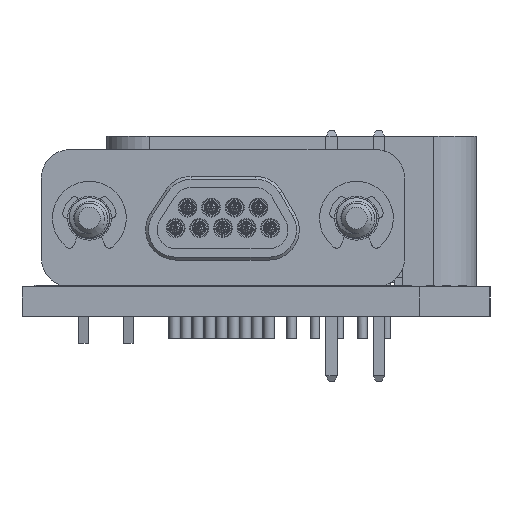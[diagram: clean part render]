
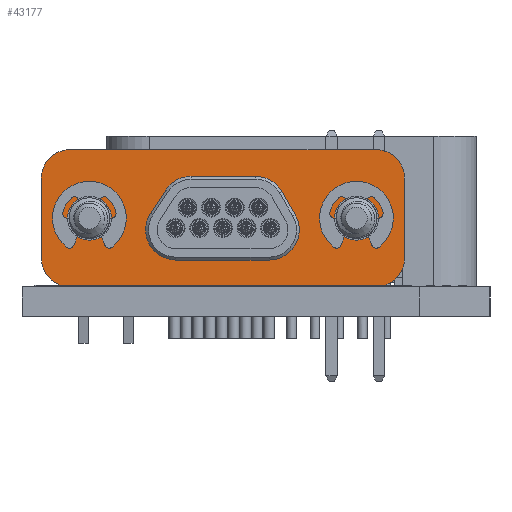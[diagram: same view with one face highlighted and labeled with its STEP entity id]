
A CAD part, left-side view. The second image highlights one B-rep face of the part: STEP entity #43177.
In plain terms, the highlighted face is planar.
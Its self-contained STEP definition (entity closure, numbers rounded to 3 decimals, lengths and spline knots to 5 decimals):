
#581=FACE_BOUND('',#15398,.T.);
#582=FACE_BOUND('',#15399,.T.);
#583=FACE_BOUND('',#15400,.T.);
#1021=PLANE('',#45869);
#3881=LINE('',#65623,#8320);
#3882=LINE('',#65627,#8321);
#3883=LINE('',#65631,#8322);
#3884=LINE('',#65634,#8323);
#3885=LINE('',#65639,#8324);
#3886=LINE('',#65642,#8325);
#3887=LINE('',#65644,#8326);
#3888=LINE('',#65647,#8327);
#8320=VECTOR('',#50586,39.37008);
#8321=VECTOR('',#50589,39.37008);
#8322=VECTOR('',#50592,39.37008);
#8323=VECTOR('',#50595,39.37008);
#8324=VECTOR('',#50598,39.37008);
#8325=VECTOR('',#50601,39.37008);
#8326=VECTOR('',#50602,39.37008);
#8327=VECTOR('',#50605,39.37008);
#13153=FACE_OUTER_BOUND('',#15397,.T.);
#15397=EDGE_LOOP('',(#32100,#32101,#32102,#32103,#32104,#32105,#32106,#32107));
#15398=EDGE_LOOP('',(#32108,#32109,#32110,#32111,#32112,#32113,#32114,#32115));
#15399=EDGE_LOOP('',(#32116,#32117));
#15400=EDGE_LOOP('',(#32118,#32119));
#17848=CIRCLE('',#45858,0.064);
#17851=CIRCLE('',#45862,0.0465);
#17852=CIRCLE('',#45863,0.0465);
#17855=CIRCLE('',#45867,0.0465);
#17856=CIRCLE('',#45868,0.0465);
#17857=CIRCLE('',#45870,0.06);
#17858=CIRCLE('',#45871,0.06);
#17859=CIRCLE('',#45872,0.06);
#17860=CIRCLE('',#45873,0.06);
#17861=CIRCLE('',#45874,0.064);
#17862=CIRCLE('',#45875,0.064);
#17863=CIRCLE('',#45876,0.064);
#19481=VERTEX_POINT('',#65593);
#19482=VERTEX_POINT('',#65595);
#19485=VERTEX_POINT('',#65603);
#19486=VERTEX_POINT('',#65605);
#19489=VERTEX_POINT('',#65613);
#19490=VERTEX_POINT('',#65615);
#19491=VERTEX_POINT('',#65619);
#19492=VERTEX_POINT('',#65620);
#19493=VERTEX_POINT('',#65622);
#19494=VERTEX_POINT('',#65624);
#19495=VERTEX_POINT('',#65626);
#19496=VERTEX_POINT('',#65628);
#19497=VERTEX_POINT('',#65630);
#19498=VERTEX_POINT('',#65632);
#19499=VERTEX_POINT('',#65635);
#19500=VERTEX_POINT('',#65636);
#19501=VERTEX_POINT('',#65638);
#19502=VERTEX_POINT('',#65640);
#19503=VERTEX_POINT('',#65643);
#19504=VERTEX_POINT('',#65645);
#24530=EDGE_CURVE('',#19481,#19482,#17848,.T.);
#24535=EDGE_CURVE('',#19485,#19486,#17851,.T.);
#24536=EDGE_CURVE('',#19486,#19485,#17852,.T.);
#24540=EDGE_CURVE('',#19489,#19490,#17855,.T.);
#24541=EDGE_CURVE('',#19490,#19489,#17856,.T.);
#24542=EDGE_CURVE('',#19491,#19492,#17857,.T.);
#24543=EDGE_CURVE('',#19492,#19493,#3881,.T.);
#24544=EDGE_CURVE('',#19493,#19494,#17858,.T.);
#24545=EDGE_CURVE('',#19494,#19495,#3882,.T.);
#24546=EDGE_CURVE('',#19495,#19496,#17859,.T.);
#24547=EDGE_CURVE('',#19496,#19497,#3883,.T.);
#24548=EDGE_CURVE('',#19497,#19498,#17860,.T.);
#24549=EDGE_CURVE('',#19498,#19491,#3884,.T.);
#24550=EDGE_CURVE('',#19499,#19500,#17861,.T.);
#24551=EDGE_CURVE('',#19501,#19499,#3885,.T.);
#24552=EDGE_CURVE('',#19502,#19501,#17862,.T.);
#24553=EDGE_CURVE('',#19482,#19502,#3886,.T.);
#24554=EDGE_CURVE('',#19503,#19481,#3887,.T.);
#24555=EDGE_CURVE('',#19504,#19503,#17863,.T.);
#24556=EDGE_CURVE('',#19500,#19504,#3888,.T.);
#32100=ORIENTED_EDGE('',*,*,#24542,.T.);
#32101=ORIENTED_EDGE('',*,*,#24543,.T.);
#32102=ORIENTED_EDGE('',*,*,#24544,.T.);
#32103=ORIENTED_EDGE('',*,*,#24545,.T.);
#32104=ORIENTED_EDGE('',*,*,#24546,.T.);
#32105=ORIENTED_EDGE('',*,*,#24547,.T.);
#32106=ORIENTED_EDGE('',*,*,#24548,.T.);
#32107=ORIENTED_EDGE('',*,*,#24549,.T.);
#32108=ORIENTED_EDGE('',*,*,#24550,.F.);
#32109=ORIENTED_EDGE('',*,*,#24551,.F.);
#32110=ORIENTED_EDGE('',*,*,#24552,.F.);
#32111=ORIENTED_EDGE('',*,*,#24553,.F.);
#32112=ORIENTED_EDGE('',*,*,#24530,.F.);
#32113=ORIENTED_EDGE('',*,*,#24554,.F.);
#32114=ORIENTED_EDGE('',*,*,#24555,.F.);
#32115=ORIENTED_EDGE('',*,*,#24556,.F.);
#32116=ORIENTED_EDGE('',*,*,#24536,.F.);
#32117=ORIENTED_EDGE('',*,*,#24535,.F.);
#32118=ORIENTED_EDGE('',*,*,#24541,.F.);
#32119=ORIENTED_EDGE('',*,*,#24540,.F.);
#43177=ADVANCED_FACE('',(#13153,#581,#582,#583),#1021,.F.);
#45858=AXIS2_PLACEMENT_3D('',#65596,#50557,#50558);
#45862=AXIS2_PLACEMENT_3D('',#65606,#50567,#50568);
#45863=AXIS2_PLACEMENT_3D('',#65607,#50569,#50570);
#45867=AXIS2_PLACEMENT_3D('',#65616,#50578,#50579);
#45868=AXIS2_PLACEMENT_3D('',#65617,#50580,#50581);
#45869=AXIS2_PLACEMENT_3D('',#65618,#50582,#50583);
#45870=AXIS2_PLACEMENT_3D('',#65621,#50584,#50585);
#45871=AXIS2_PLACEMENT_3D('',#65625,#50587,#50588);
#45872=AXIS2_PLACEMENT_3D('',#65629,#50590,#50591);
#45873=AXIS2_PLACEMENT_3D('',#65633,#50593,#50594);
#45874=AXIS2_PLACEMENT_3D('',#65637,#50596,#50597);
#45875=AXIS2_PLACEMENT_3D('',#65641,#50599,#50600);
#45876=AXIS2_PLACEMENT_3D('',#65646,#50603,#50604);
#50557=DIRECTION('center_axis',(0.,0.,1.));
#50558=DIRECTION('ref_axis',(-1.,0.,0.));
#50567=DIRECTION('center_axis',(0.,0.,1.));
#50568=DIRECTION('ref_axis',(1.,0.,0.));
#50569=DIRECTION('center_axis',(0.,0.,1.));
#50570=DIRECTION('ref_axis',(1.,0.,0.));
#50578=DIRECTION('center_axis',(0.,0.,1.));
#50579=DIRECTION('ref_axis',(-1.,0.,0.));
#50580=DIRECTION('center_axis',(0.,0.,1.));
#50581=DIRECTION('ref_axis',(-1.,0.,0.));
#50582=DIRECTION('center_axis',(0.,0.,-1.));
#50583=DIRECTION('ref_axis',(1.,0.,0.));
#50584=DIRECTION('center_axis',(0.,0.,1.));
#50585=DIRECTION('ref_axis',(1.,0.,0.));
#50586=DIRECTION('',(1.,0.,0.));
#50587=DIRECTION('center_axis',(0.,0.,1.));
#50588=DIRECTION('ref_axis',(-1.,0.,0.));
#50589=DIRECTION('',(0.,1.,0.));
#50590=DIRECTION('center_axis',(0.,0.,1.));
#50591=DIRECTION('ref_axis',(-1.,0.,0.));
#50592=DIRECTION('',(-1.,0.,0.));
#50593=DIRECTION('center_axis',(0.,0.,1.));
#50594=DIRECTION('ref_axis',(-1.,0.,0.));
#50595=DIRECTION('',(0.,-1.,0.));
#50596=DIRECTION('center_axis',(0.,0.,1.));
#50597=DIRECTION('ref_axis',(1.,0.,0.));
#50598=DIRECTION('',(-1.,0.,0.));
#50599=DIRECTION('center_axis',(0.,0.,1.));
#50600=DIRECTION('ref_axis',(-1.,0.,0.));
#50601=DIRECTION('',(-0.5,0.866,0.));
#50602=DIRECTION('',(1.,0.,0.));
#50603=DIRECTION('center_axis',(0.,0.,1.));
#50604=DIRECTION('ref_axis',(1.,0.,0.));
#50605=DIRECTION('',(-0.548,-0.837,0.));
#65593=CARTESIAN_POINT('',(0.09755,-0.0885,0.0065));
#65595=CARTESIAN_POINT('',(0.15298,0.0075,0.0065));
#65596=CARTESIAN_POINT('Origin',(0.09755,-0.0245,0.0065));
#65603=CARTESIAN_POINT('',(-0.236,0.,0.0065));
#65605=CARTESIAN_POINT('',(-0.329,0.,0.0065));
#65606=CARTESIAN_POINT('Origin',(-0.2825,0.,
0.0065));
#65607=CARTESIAN_POINT('Origin',(-0.2825,0.,
0.0065));
#65613=CARTESIAN_POINT('',(0.329,0.,0.0065));
#65615=CARTESIAN_POINT('',(0.236,0.,0.0065));
#65616=CARTESIAN_POINT('Origin',(0.2825,0.,0.0065));
#65617=CARTESIAN_POINT('Origin',(0.2825,0.,0.0065));
#65618=CARTESIAN_POINT('Origin',(-0.324,-0.085,
0.0065));
#65619=CARTESIAN_POINT('',(-0.384,-0.085,0.0065));
#65620=CARTESIAN_POINT('',(-0.324,-0.145,0.0065));
#65621=CARTESIAN_POINT('Origin',(-0.324,-0.085,
0.0065));
#65622=CARTESIAN_POINT('',(0.324,-0.145,0.0065));
#65623=CARTESIAN_POINT('',(0.324,-0.145,0.0065));
#65624=CARTESIAN_POINT('',(0.384,-0.085,0.0065));
#65625=CARTESIAN_POINT('Origin',(0.324,-0.085,
0.0065));
#65626=CARTESIAN_POINT('',(0.384,0.085,0.0065));
#65627=CARTESIAN_POINT('',(0.384,-0.085,0.0065));
#65628=CARTESIAN_POINT('',(0.324,0.145,0.0065));
#65629=CARTESIAN_POINT('Origin',(0.324,0.085,0.0065));
#65630=CARTESIAN_POINT('',(-0.324,0.145,0.0065));
#65631=CARTESIAN_POINT('',(0.324,0.145,0.0065));
#65632=CARTESIAN_POINT('',(-0.384,0.085,0.0065));
#65633=CARTESIAN_POINT('Origin',(-0.324,0.085,
0.0065));
#65634=CARTESIAN_POINT('',(-0.384,-0.085,0.0065));
#65635=CARTESIAN_POINT('',(-0.06737,0.0885,0.0065));
#65636=CARTESIAN_POINT('',(-0.12091,0.05955,0.0065));
#65637=CARTESIAN_POINT('Origin',(-0.06737,0.0245,0.0065));
#65638=CARTESIAN_POINT('',(0.06926,0.0885,0.0065));
#65639=CARTESIAN_POINT('',(0.06926,0.0885,0.0065));
#65640=CARTESIAN_POINT('',(0.12469,0.0565,0.0065));
#65641=CARTESIAN_POINT('Origin',(0.06926,0.0245,0.0065));
#65642=CARTESIAN_POINT('',(0.15298,0.0075,0.0065));
#65643=CARTESIAN_POINT('',(-0.09945,-0.0885,0.0065));
#65644=CARTESIAN_POINT('',(0.09755,-0.0885,0.0065));
#65645=CARTESIAN_POINT('',(-0.15299,0.01055,0.0065));
#65646=CARTESIAN_POINT('Origin',(-0.09945,-0.0245,0.0065));
#65647=CARTESIAN_POINT('',(-0.15299,0.01055,0.0065));
